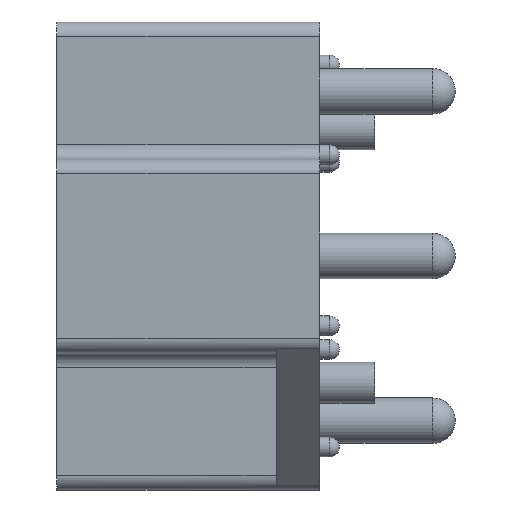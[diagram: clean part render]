
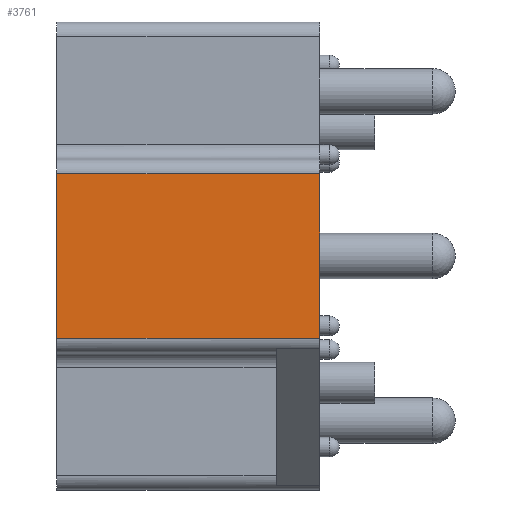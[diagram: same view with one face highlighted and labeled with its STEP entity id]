
A CAD part, left-side view. The second image highlights one B-rep face of the part: STEP entity #3761.
In plain terms, the highlighted planar face has unit normal (-1, 0, 0).
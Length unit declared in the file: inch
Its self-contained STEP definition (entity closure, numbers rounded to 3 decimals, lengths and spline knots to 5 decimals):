
#25 = CARTESIAN_POINT ( 'NONE',  ( -0.5215, 0.571, 0.1657 ) ) ;
#128 = AXIS2_PLACEMENT_3D ( 'NONE', #3268, #2513, #3197 ) ;
#354 = ORIENTED_EDGE ( 'NONE', *, *, #540, .T. ) ;
#415 = VERTEX_POINT ( 'NONE', #1804 ) ;
#540 = EDGE_CURVE ( 'NONE', #817, #3745, #3900, .T. ) ;
#710 = VECTOR ( 'NONE', #3130, 39.37008 ) ;
#817 = VERTEX_POINT ( 'NONE', #1936 ) ;
#860 = CARTESIAN_POINT ( 'NONE',  ( -0.5215, 0.571, 0.4725 ) ) ;
#896 = VECTOR ( 'NONE', #1562, 39.37008 ) ;
#1136 = CARTESIAN_POINT ( 'NONE',  ( -0.5215, 0.571, 0.1657 ) ) ;
#1204 = VECTOR ( 'NONE', #3138, 39.37008 ) ;
#1562 = DIRECTION ( 'NONE',  ( 0., 0., 1. ) ) ;
#1804 = CARTESIAN_POINT ( 'NONE',  ( -0.5215, 0.04, 0.1657 ) ) ;
#1936 = CARTESIAN_POINT ( 'NONE',  ( -0.5215, 0.571, -0.1658 ) ) ;
#1965 = LINE ( 'NONE', #860, #3527 ) ;
#2333 = VERTEX_POINT ( 'NONE', #1136 ) ;
#2513 = DIRECTION ( 'NONE',  ( 1., 0., 0. ) ) ;
#2550 = PLANE ( 'NONE',  #128 ) ;
#2602 = EDGE_CURVE ( 'NONE', #817, #2333, #1965, .T. ) ;
#2608 = CARTESIAN_POINT ( 'NONE',  ( -0.5215, 0.04, -0.1658 ) ) ;
#2621 = EDGE_LOOP ( 'NONE', ( #3406, #354, #4331, #3457 ) ) ;
#2748 = DIRECTION ( 'NONE',  ( 0., 0., 1. ) ) ;
#3130 = DIRECTION ( 'NONE',  ( 0., -1., 0. ) ) ;
#3138 = DIRECTION ( 'NONE',  ( 0., 1., 0. ) ) ;
#3158 = CARTESIAN_POINT ( 'NONE',  ( -0.5215, 0.571, -0.1658 ) ) ;
#3197 = DIRECTION ( 'NONE',  ( 0., 0., -1. ) ) ;
#3268 = CARTESIAN_POINT ( 'NONE',  ( -0.5215, 0.571, 0.4725 ) ) ;
#3357 = EDGE_CURVE ( 'NONE', #3745, #415, #4061, .T. ) ;
#3406 = ORIENTED_EDGE ( 'NONE', *, *, #2602, .F. ) ;
#3457 = ORIENTED_EDGE ( 'NONE', *, *, #3594, .T. ) ;
#3527 = VECTOR ( 'NONE', #2748, 39.37008 ) ;
#3594 = EDGE_CURVE ( 'NONE', #415, #2333, #4290, .T. ) ;
#3745 = VERTEX_POINT ( 'NONE', #2608 ) ;
#3761 = ADVANCED_FACE ( 'NONE', ( #4414 ), #2550, .F. ) ;
#3900 = LINE ( 'NONE', #3158, #710 ) ;
#4061 = LINE ( 'NONE', #4534, #896 ) ;
#4290 = LINE ( 'NONE', #25, #1204 ) ;
#4331 = ORIENTED_EDGE ( 'NONE', *, *, #3357, .T. ) ;
#4414 = FACE_OUTER_BOUND ( 'NONE', #2621, .T. ) ;
#4534 = CARTESIAN_POINT ( 'NONE',  ( -0.5215, 0.04, 0.4725 ) ) ;
